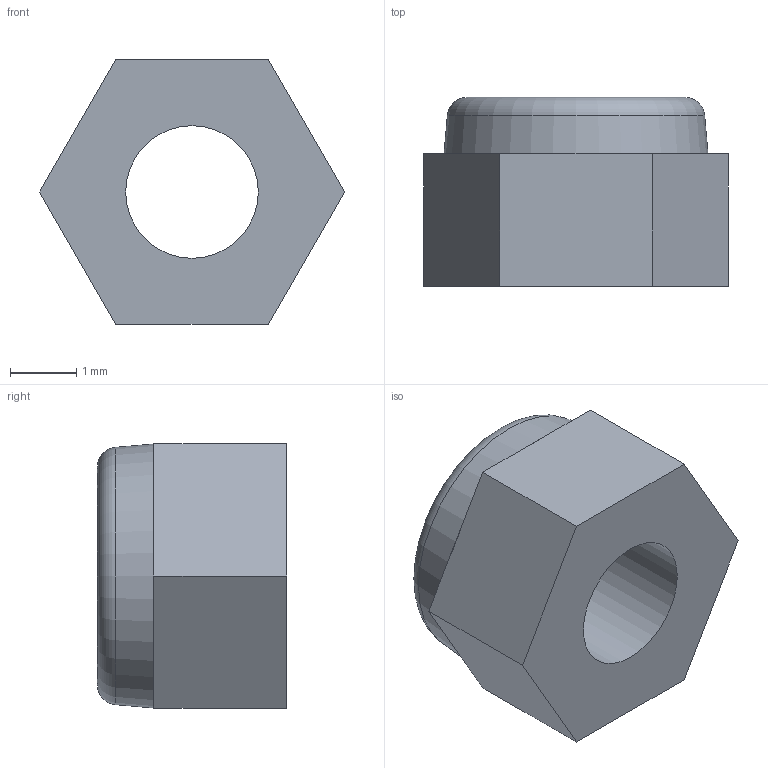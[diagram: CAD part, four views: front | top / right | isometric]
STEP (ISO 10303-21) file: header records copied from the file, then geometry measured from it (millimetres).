
FILE_DESCRIPTION(/* description */ (''),/* implementation_level */ '2;1');
FILE_NAME(/* name */ 'M2_Lock_nut_v1.step',/* time_stamp */ '2022-03-24T13:19:06+04:00',/* author */ (''),/* organization */ (''),/* preprocessor_version */ 'ST-DEVELOPER v18.1',/* originating_system */ 'Autodesk Translation Framework v10.13.0.1454',/* authorisation */ '');
FILE_SCHEMA (('AUTOMOTIVE_DESIGN { 1 0 10303 214 3 1 1 }'));
Length unit declared in the file: millimetre
Products named in the file (1): M2 Lock nut
Bounding box: 4.6 x 2.85 x 3.98 mm (x, y, z)
Volume: 28.2 mm3; surface area: 92.7 mm2
Topology: 2 solids, 2 shells, 23 faces, 48 edges, 30 vertices
Faces by surface type: plane 17, cylinder 3, cone 2, torus 1
Full cylindrical faces by diameter (mm): 2 x2, 2.6 x1
Entity records: 660 total; most frequent: DIRECTION 115, CARTESIAN_POINT 102, ORIENTED_EDGE 96, EDGE_CURVE 48, AXIS2_PLACEMENT_3D 43, VERTEX_POINT 30, LINE 29, VECTOR 29
